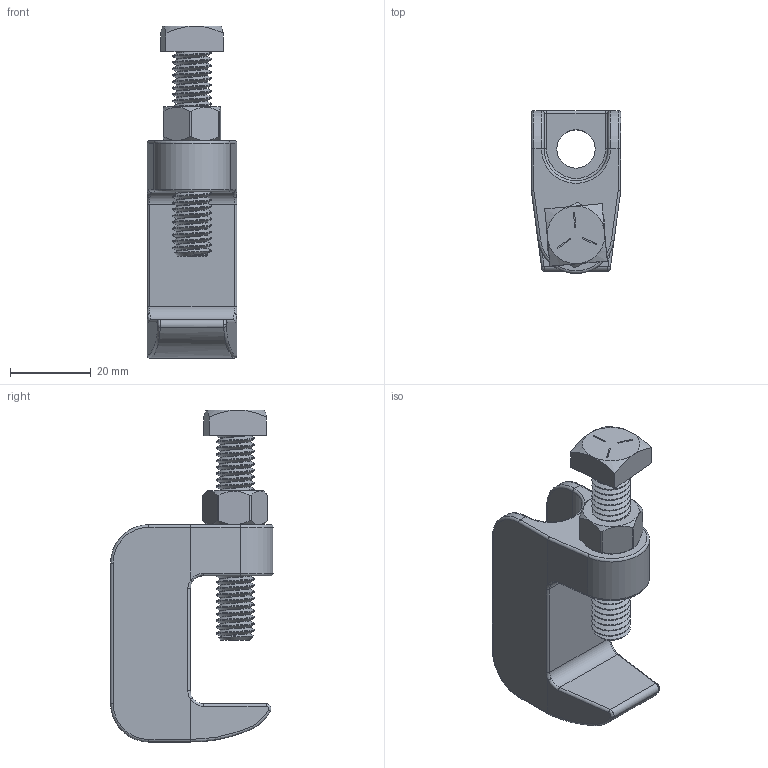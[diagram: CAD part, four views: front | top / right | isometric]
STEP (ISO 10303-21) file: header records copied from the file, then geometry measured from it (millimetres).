
FILE_DESCRIPTION (( 'STEP AP214' ), '1' );
FILE_NAME ('am-3177 Beam Clamp.STEP', '2017-09-08T01:42:59', ( '' ), ( '' ), 'SwSTEP 2.0', 'SolidWorks 2017', '' );
FILE_SCHEMA (( 'AUTOMOTIVE_DESIGN' ));
Length unit declared in the file: inch
Products named in the file (8): 3-8-16 Nut; 92327A288_GRADE 5 STEEL SQUARE HEAD BOLT; Beam Clamp; am-3177 Beam Clamp; 92327A288_GRADE 5 STEEL SQUARE HEAD BOLT_92327A288
Assembly tree (4 placements, depth 2):
  3-8-16 Nut
  Beam Clamp
  am-3177 Beam Clamp
    Beam Clamp
    92327A288_GRADE 5 STEEL SQUARE HEAD BOLT_92327A288
    3-8-16 Nut
  am-3177 Beam Clamp
    92327A288_GRADE 5 STEEL SQUARE HEAD BOLT
Bounding box: 22.23 x 40.45 x 82.47 mm (x, y, z)
Volume: 25325.1 mm3; surface area: 12615.1 mm2
Topology: 3 solids, 3 shells, 205 faces, 530 edges, 336 vertices
Faces by surface type: cylinder 117, plane 42, torus 22, bspline 13, cone 11
Entity records: 12546 total; most frequent: CARTESIAN_POINT 7717, ORIENTED_EDGE 1058, DIRECTION 880, EDGE_CURVE 529, AXIS2_PLACEMENT_3D 343, VERTEX_POINT 334, EDGE_LOOP 215, ADVANCED_FACE 205
